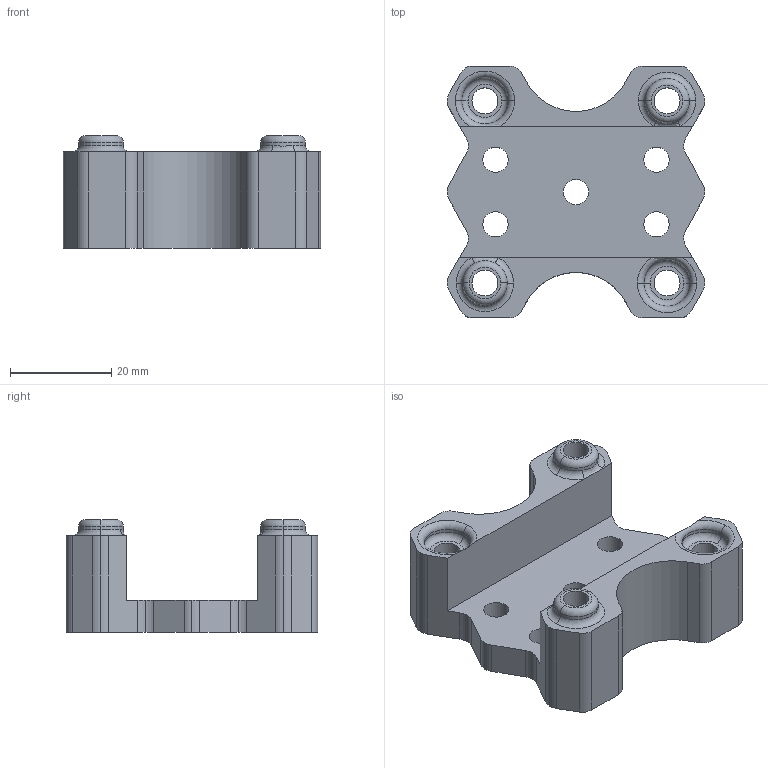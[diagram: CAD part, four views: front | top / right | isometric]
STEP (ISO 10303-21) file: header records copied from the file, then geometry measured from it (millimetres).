
FILE_DESCRIPTION (( 'STEP AP214' ), '1' );
FILE_NAME ('1- Blank - HYPE Block.STEP', '2023-01-03T05:04:25', ( '' ), ( '' ), 'SwSTEP 2.0', 'SolidWorks 2022', '' );
FILE_SCHEMA (( 'AUTOMOTIVE_DESIGN' ));
Length unit declared in the file: inch
Products named in the file (1): 1- Blank  - HYPE Block
Bounding box: 50.8 x 49.6 x 22.23 mm (x, y, z)
Volume: 20030.1 mm3; surface area: 10528.8 mm2
Topology: 1 solids, 1 shells, 129 faces, 349 edges, 226 vertices
Faces by surface type: plane 58, cylinder 51, torus 18, bspline 2
Entity records: 4239 total; most frequent: CARTESIAN_POINT 797, DIRECTION 745, ORIENTED_EDGE 698, EDGE_CURVE 349, AXIS2_PLACEMENT_3D 272, VERTEX_POINT 226, VECTOR 201, LINE 201
